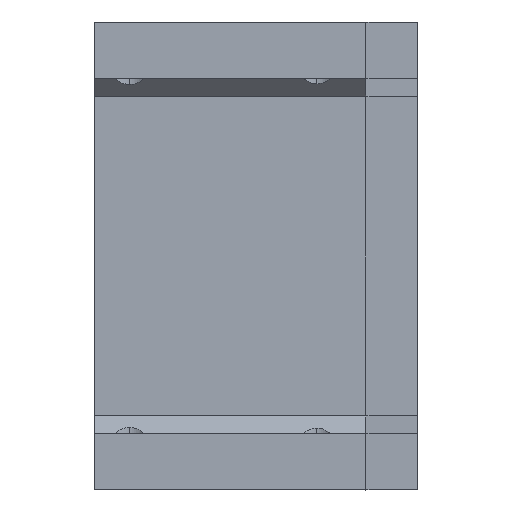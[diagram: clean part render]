
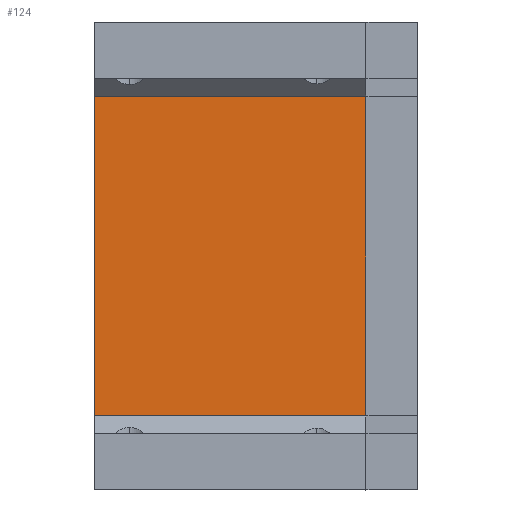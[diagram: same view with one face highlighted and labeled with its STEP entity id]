
A CAD part, left-side view. The second image highlights one B-rep face of the part: STEP entity #124.
In plain terms, the highlighted planar face has unit normal (-1, 0, 0).
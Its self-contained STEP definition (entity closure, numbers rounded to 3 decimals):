
#124=ADVANCED_FACE('',(#273),#2418,.T.);
#273=FACE_OUTER_BOUND('',#437,.T.);
#437=EDGE_LOOP('',(#994,#995,#996,#997));
#994=ORIENTED_EDGE('',*,*,#1565,.T.);
#995=ORIENTED_EDGE('',*,*,#1487,.F.);
#996=ORIENTED_EDGE('',*,*,#1558,.F.);
#997=ORIENTED_EDGE('',*,*,#1553,.F.);
#1487=EDGE_CURVE('',#2227,#2228,#1942,.T.);
#1553=EDGE_CURVE('',#2281,#2282,#2004,.T.);
#1558=EDGE_CURVE('',#2282,#2227,#2009,.T.);
#1565=EDGE_CURVE('',#2281,#2228,#2016,.T.);
#1942=B_SPLINE_CURVE_WITH_KNOTS('',1,(#4923,#4924),.UNSPECIFIED.,.F.,.F.,
(2,2),(0.,34.),.UNSPECIFIED.);
#2004=B_SPLINE_CURVE_WITH_KNOTS('',1,(#5251,#5252),.UNSPECIFIED.,.F.,.F.,
(2,2),(0.,34.),.UNSPECIFIED.);
#2009=B_SPLINE_CURVE_WITH_KNOTS('',1,(#5281,#5282),.UNSPECIFIED.,.F.,.F.,
(2,2),(0.,29.),.UNSPECIFIED.);
#2016=B_SPLINE_CURVE_WITH_KNOTS('',1,(#5315,#5316),.UNSPECIFIED.,.F.,.F.,
(2,2),(0.,29.),.UNSPECIFIED.);
#2227=VERTEX_POINT('',#4001);
#2228=VERTEX_POINT('',#4002);
#2281=VERTEX_POINT('',#4055);
#2282=VERTEX_POINT('',#4056);
#2418=PLANE('',#2630);
#2630=AXIS2_PLACEMENT_3D('',#3266,#2758,$);
#2758=DIRECTION('',(-1.,0.,0.));
#3266=CARTESIAN_POINT('',(-16.554,18.672,4.588));
#4001=CARTESIAN_POINT('',(-16.554,-13.24,42.));
#4002=CARTESIAN_POINT('',(-16.554,-13.24,8.));
#4055=CARTESIAN_POINT('',(-16.554,15.76,8.));
#4056=CARTESIAN_POINT('',(-16.554,15.76,42.));
#4923=CARTESIAN_POINT('',(-16.554,-13.24,42.));
#4924=CARTESIAN_POINT('',(-16.554,-13.24,8.));
#5251=CARTESIAN_POINT('',(-16.554,15.76,8.));
#5252=CARTESIAN_POINT('',(-16.554,15.76,42.));
#5281=CARTESIAN_POINT('',(-16.554,15.76,42.));
#5282=CARTESIAN_POINT('',(-16.554,-13.24,42.));
#5315=CARTESIAN_POINT('',(-16.554,15.76,8.));
#5316=CARTESIAN_POINT('',(-16.554,-13.24,8.));
